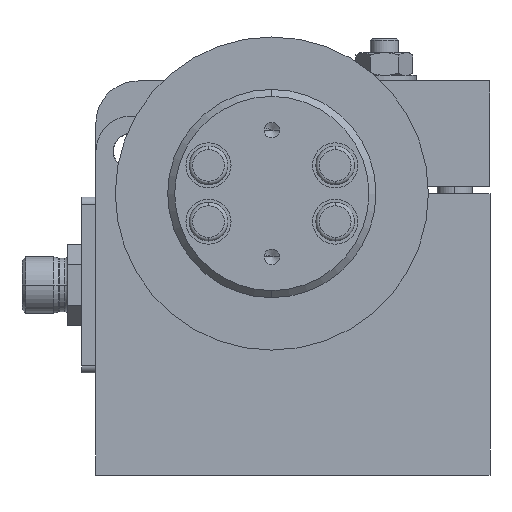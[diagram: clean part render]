
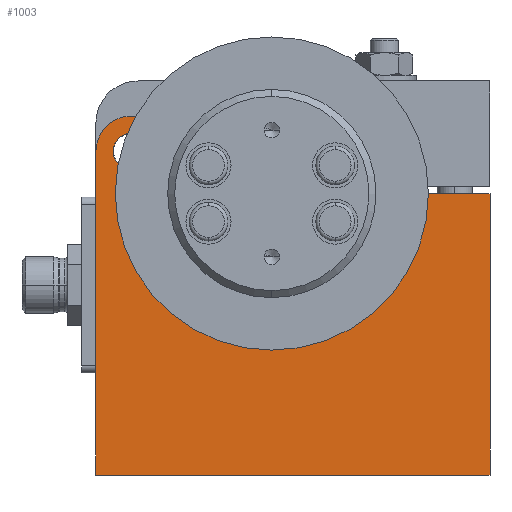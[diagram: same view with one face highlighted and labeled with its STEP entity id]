
A CAD part, left-side view. The second image highlights one B-rep face of the part: STEP entity #1003.
In plain terms, the highlighted planar face has unit normal (-1, 0, 0).
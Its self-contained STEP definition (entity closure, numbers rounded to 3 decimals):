
#426=CARTESIAN_POINT('',(-4.,35.,13.45));
#427=VERTEX_POINT('',#426);
#436=CARTESIAN_POINT('',(-4.,35.,18.55));
#437=VERTEX_POINT('',#436);
#438=CARTESIAN_POINT('',(-4.,35.,16.));
#439=DIRECTION('',(1.0,0.0,0.0));
#440=DIRECTION('',(0.0,0.0,-1.0));
#441=AXIS2_PLACEMENT_3D('',#438,#439,#440);
#442=CIRCLE('',#441,2.55);
#443=EDGE_CURVE('',#437,#427,#442,.T.);
#773=CARTESIAN_POINT('',(-4.,0.65,10.));
#774=VERTEX_POINT('',#773);
#790=CARTESIAN_POINT('',(-4.,29.35,10.));
#791=VERTEX_POINT('',#790);
#798=CARTESIAN_POINT('',(-4.,15.,10.));
#799=DIRECTION('',(1.0,0.0,0.0));
#800=DIRECTION('',(0.0,0.0,-1.0));
#801=AXIS2_PLACEMENT_3D('',#798,#799,#800);
#802=CIRCLE('',#801,14.35);
#803=EDGE_CURVE('',#774,#791,#802,.T.);
#847=CARTESIAN_POINT('',(-4.,-16.,10.));
#848=VERTEX_POINT('',#847);
#849=CARTESIAN_POINT('',(-4.,0.65,10.));
#850=DIRECTION('',(0.0,-1.0,0.0));
#851=VECTOR('',#850,16.65);
#852=LINE('',#849,#851);
#853=EDGE_CURVE('',#774,#848,#852,.T.);
#937=CARTESIAN_POINT('',(-4.,0.,0.));
#938=DIRECTION('',(1.0,0.0,0.0));
#939=DIRECTION('',(0.0,0.0,-1.0));
#940=AXIS2_PLACEMENT_3D('',#937,#938,#939);
#941=PLANE('',#940);
#942=ORIENTED_EDGE('',*,*,#803,.T.);
#943=CARTESIAN_POINT('',(-4.,30.,10.));
#944=VERTEX_POINT('',#943);
#945=CARTESIAN_POINT('',(-4.,30.,10.));
#946=DIRECTION('',(0.0,-1.0,0.0));
#947=VECTOR('',#946,0.65);
#948=LINE('',#945,#947);
#949=EDGE_CURVE('',#944,#791,#948,.T.);
#950=ORIENTED_EDGE('',*,*,#949,.F.);
#951=CARTESIAN_POINT('',(-4.,30.,16.));
#952=VERTEX_POINT('',#951);
#953=CARTESIAN_POINT('',(-4.,30.,16.));
#954=DIRECTION('',(0.0,0.0,-1.0));
#955=VECTOR('',#954,6.0);
#956=LINE('',#953,#955);
#957=EDGE_CURVE('',#952,#944,#956,.T.);
#958=ORIENTED_EDGE('',*,*,#957,.F.);
#959=CARTESIAN_POINT('',(-4.,40.,16.));
#960=VERTEX_POINT('',#959);
#961=CARTESIAN_POINT('',(-4.,35.,16.));
#962=DIRECTION('',(1.0,0.0,0.0));
#963=DIRECTION('',(0.0,1.0,0.0));
#964=AXIS2_PLACEMENT_3D('',#961,#962,#963);
#965=CIRCLE('',#964,5.0);
#966=EDGE_CURVE('',#960,#952,#965,.T.);
#967=ORIENTED_EDGE('',*,*,#966,.F.);
#968=CARTESIAN_POINT('',(-4.,40.,-30.));
#969=VERTEX_POINT('',#968);
#970=CARTESIAN_POINT('',(-4.,40.,-30.));
#971=DIRECTION('',(0.0,0.0,1.0));
#972=VECTOR('',#971,46.);
#973=LINE('',#970,#972);
#974=EDGE_CURVE('',#969,#960,#973,.T.);
#975=ORIENTED_EDGE('',*,*,#974,.F.);
#976=CARTESIAN_POINT('',(-4.,-16.,-30.));
#977=VERTEX_POINT('',#976);
#978=CARTESIAN_POINT('',(-4.,-16.,-30.));
#979=DIRECTION('',(0.0,1.0,0.0));
#980=VECTOR('',#979,56.);
#981=LINE('',#978,#980);
#982=EDGE_CURVE('',#977,#969,#981,.T.);
#983=ORIENTED_EDGE('',*,*,#982,.F.);
#984=CARTESIAN_POINT('',(-4.,-16.,10.));
#985=DIRECTION('',(0.0,0.0,-1.0));
#986=VECTOR('',#985,40.0);
#987=LINE('',#984,#986);
#988=EDGE_CURVE('',#848,#977,#987,.T.);
#989=ORIENTED_EDGE('',*,*,#988,.F.);
#990=ORIENTED_EDGE('',*,*,#853,.F.);
#991=EDGE_LOOP('',(#942,#950,#958,#967,#975,#983,#989,#990));
#992=FACE_OUTER_BOUND('',#991,.T.);
#993=CARTESIAN_POINT('',(-4.,35.,16.));
#994=DIRECTION('',(1.0,0.0,0.0));
#995=DIRECTION('',(0.0,0.0,-1.0));
#996=AXIS2_PLACEMENT_3D('',#993,#994,#995);
#997=CIRCLE('',#996,2.55);
#998=EDGE_CURVE('',#427,#437,#997,.T.);
#999=ORIENTED_EDGE('',*,*,#998,.T.);
#1000=ORIENTED_EDGE('',*,*,#443,.T.);
#1001=EDGE_LOOP('',(#999,#1000));
#1002=FACE_BOUND('',#1001,.T.);
#1003=ADVANCED_FACE('',(#992,#1002),#941,.F.);
